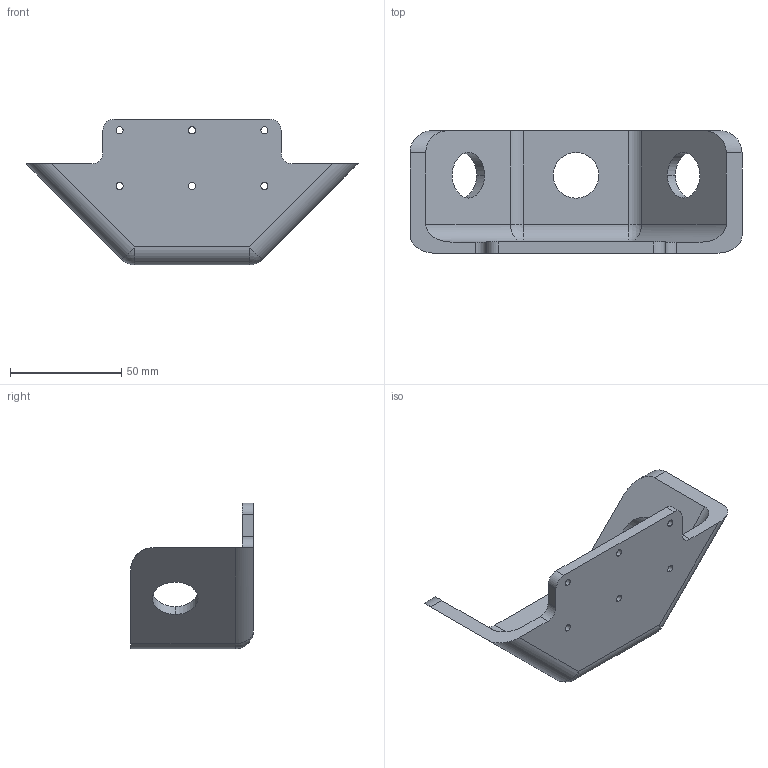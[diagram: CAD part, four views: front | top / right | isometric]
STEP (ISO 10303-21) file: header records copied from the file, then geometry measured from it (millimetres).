
FILE_DESCRIPTION (( 'STEP AP203' ), '1' );
FILE_NAME ('Track_Chasis_ultra_mount01.STEP', '2025-01-02T05:10:47', ( '' ), ( '' ), 'SwSTEP 2.0', 'SolidWorks 2024', '' );
FILE_SCHEMA (( 'CONFIG_CONTROL_DESIGN' ));
Length unit declared in the file: millimetre
Products named in the file (1): Track_Chasis_ultra_mount01
Bounding box: 148.99 x 55 x 65.36 mm (x, y, z)
Volume: 70099 mm3; surface area: 30570.6 mm2
Topology: 1 solids, 1 shells, 52 faces, 140 edges, 88 vertices
Faces by surface type: cylinder 34, plane 14, sphere 4
Entity records: 1739 total; most frequent: CARTESIAN_POINT 303, DIRECTION 296, ORIENTED_EDGE 276, EDGE_CURVE 138, AXIS2_PLACEMENT_3D 113, VERTEX_POINT 88, EDGE_LOOP 70, VECTOR 70
